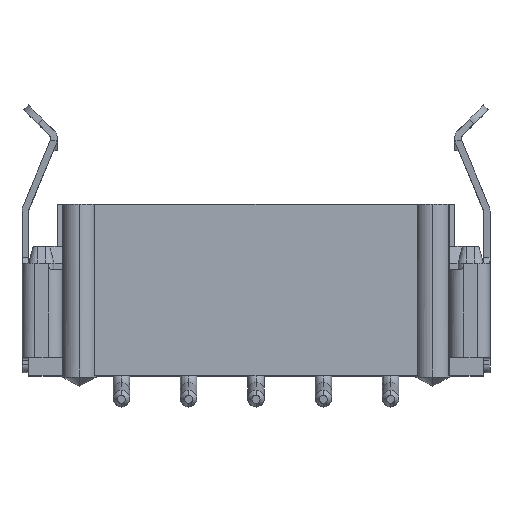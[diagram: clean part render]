
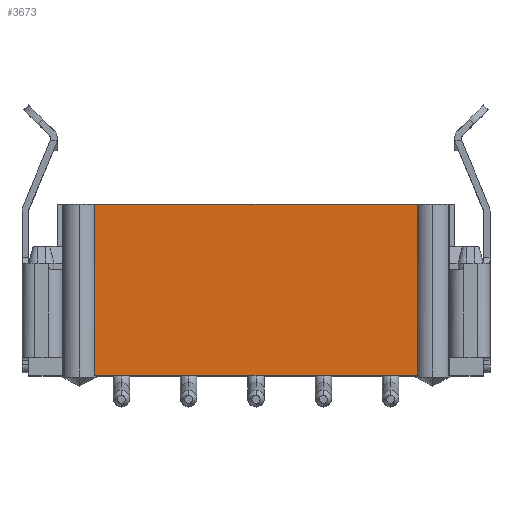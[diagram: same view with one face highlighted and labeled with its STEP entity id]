
A CAD part, top view. The second image highlights one B-rep face of the part: STEP entity #3673.
In plain terms, the highlighted planar face has unit normal (0, 0, 1).
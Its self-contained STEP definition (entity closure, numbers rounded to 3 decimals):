
#81=DIRECTION('',(-1.,0.,0.));
#82=VECTOR('',#81,9.583);
#83=CARTESIAN_POINT('',(4.792,0.,2.775));
#84=LINE('',#83,#82);
#589=DIRECTION('',(-1.,0.,0.));
#590=VECTOR('',#589,9.583);
#591=CARTESIAN_POINT('',(4.792,5.1,2.775));
#592=LINE('',#591,#590);
#733=DIRECTION('',(0.,1.,0.));
#734=VECTOR('',#733,5.1);
#735=CARTESIAN_POINT('',(-4.792,0.,2.775));
#736=LINE('',#735,#734);
#740=DIRECTION('',(0.,-1.,0.));
#741=VECTOR('',#740,5.1);
#742=CARTESIAN_POINT('',(4.792,5.1,2.775));
#743=LINE('',#742,#741);
#3105=CARTESIAN_POINT('',(4.792,0.,2.775));
#3107=VERTEX_POINT('',#3105);
#3113=CARTESIAN_POINT('',(4.792,5.1,2.775));
#3114=VERTEX_POINT('',#3113);
#3125=CARTESIAN_POINT('',(-4.792,0.,2.775));
#3127=VERTEX_POINT('',#3125);
#3133=CARTESIAN_POINT('',(-4.792,5.1,2.775));
#3134=VERTEX_POINT('',#3133);
#3660=CARTESIAN_POINT('',(5.75,0.,2.775));
#3661=DIRECTION('',(0.,0.,1.));
#3662=DIRECTION('',(-1.,0.,0.));
#3663=AXIS2_PLACEMENT_3D('',#3660,#3661,#3662);
#3664=PLANE('',#3663);
#3666=ORIENTED_EDGE('',*,*,#3665,.T.);
#3667=ORIENTED_EDGE('',*,*,#3594,.F.);
#3669=ORIENTED_EDGE('',*,*,#3668,.T.);
#3670=ORIENTED_EDGE('',*,*,#3306,.T.);
#3671=EDGE_LOOP('',(#3666,#3667,#3669,#3670));
#3672=FACE_OUTER_BOUND('',#3671,.F.);
#3306=EDGE_CURVE('',#3107,#3127,#84,.T.);
#3594=EDGE_CURVE('',#3114,#3134,#592,.T.);
#3665=EDGE_CURVE('',#3127,#3134,#736,.T.);
#3668=EDGE_CURVE('',#3114,#3107,#743,.T.);
#3673=ADVANCED_FACE('',(#3672),#3664,.T.);
